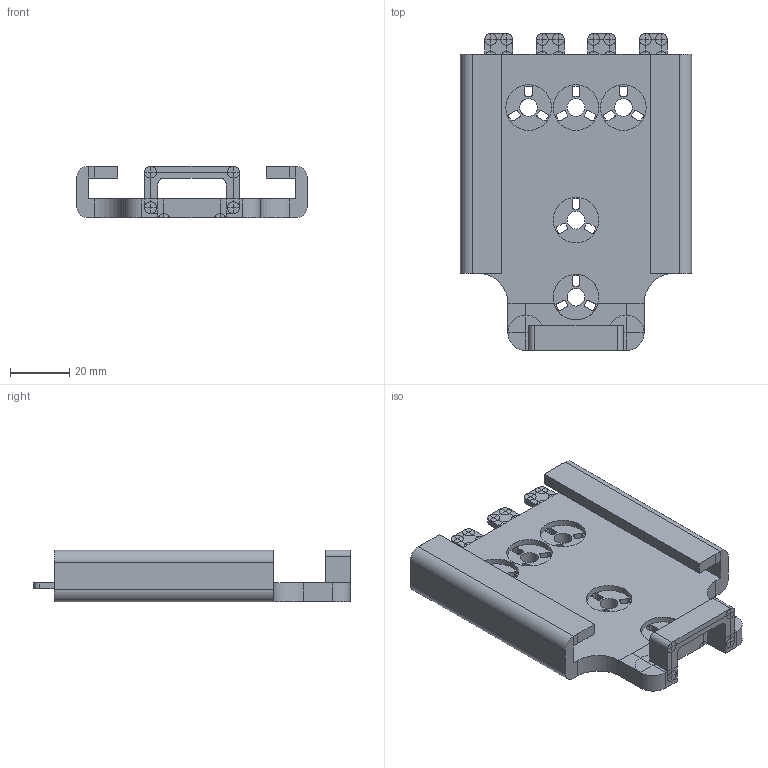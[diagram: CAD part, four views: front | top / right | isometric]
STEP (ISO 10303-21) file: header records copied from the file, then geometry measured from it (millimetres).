
FILE_DESCRIPTION(('FreeCAD Model'),'2;1');
FILE_NAME('Open CASCADE Shape Model','2025-07-22T15:11:13',(''),(''), 'Open CASCADE STEP processor 7.8','FreeCAD','Unknown');
FILE_SCHEMA(('AUTOMOTIVE_DESIGN { 1 0 10303 214 1 1 1 1 }'));
Length unit declared in the file: millimetre
Products named in the file (1): difference
Bounding box: 78 x 107 x 17.4 mm (x, y, z)
Volume: 54023.6 mm3; surface area: 24671.4 mm2
Topology: 1 solids, 1 shells, 431 faces, 1044 edges, 610 vertices
Faces by surface type: plane 341, cylinder 90
Full cylindrical faces by diameter (mm): 6 x5, 15.4 x5
Entity records: 12406 total; most frequent: DIRECTION 2234, ORIENTED_EDGE 2088, CARTESIAN_POINT 2086, EDGE_CURVE 1044, AXIS2_PLACEMENT_3D 758, LINE 718, VECTOR 718, VERTEX_POINT 610
